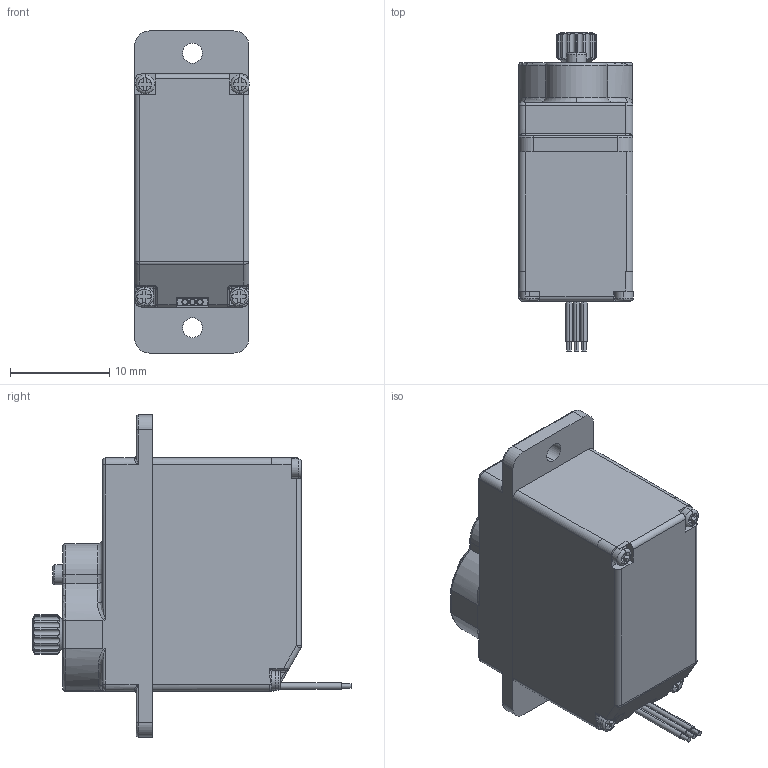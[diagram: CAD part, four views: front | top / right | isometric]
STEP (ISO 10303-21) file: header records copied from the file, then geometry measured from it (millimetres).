
FILE_DESCRIPTION (( 'STEP AP214' ), '1' );
FILE_NAME ('ES 08 MAII.STEP', '2021-11-20T11:19:39', ( '' ), ( '' ), 'SwSTEP 2.0', 'SolidWorks 2016', '' );
FILE_SCHEMA (( 'AUTOMOTIVE_DESIGN' ));
Length unit declared in the file: millimetre
Products named in the file (1): ES 08 MAII
Bounding box: 11.55 x 32 x 32.4 mm (x, y, z)
Volume: 6007.6 mm3; surface area: 3037 mm2
Topology: 7 solids, 7 shells, 359 faces, 913 edges, 564 vertices
Faces by surface type: cylinder 152, plane 128, torus 39, bspline 32, sphere 4, cone 4
Entity records: 14864 total; most frequent: CARTESIAN_POINT 4943, ORIENTED_EDGE 1802, DIRECTION 1661, EDGE_CURVE 901, AXIS2_PLACEMENT_3D 620, VERTEX_POINT 564, VECTOR 421, LINE 421
